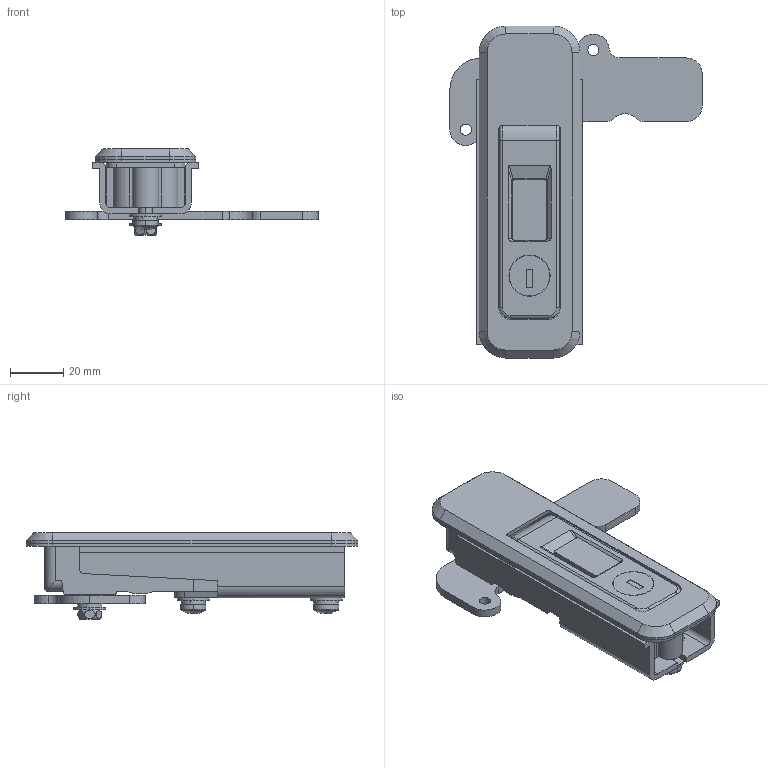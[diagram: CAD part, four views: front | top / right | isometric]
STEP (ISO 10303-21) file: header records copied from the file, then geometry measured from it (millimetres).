
FILE_DESCRIPTION (( 'STEP AP203' ), '1' );
FILE_NAME ('A-474-L.STEP', '2022-06-01T00:18:25', ( '' ), ( '' ), 'SwSTEP 2.0', 'SolidWorks 2021', '' );
FILE_SCHEMA (( 'CONFIG_CONTROL_DESIGN' ));
Length unit declared in the file: millimetre
Products named in the file (13): A-474本体; M5SW_; A-474止め金_; A-474-L; A-474取付板_; 十字穴付なべねじM5（平W・SW付）_M5×12; A-474パッキン_; A-474皿ネジ__M3×5サッシ皿ビス; 暯儚僢僔儍乕M5暲娵_M5-冇12亊冇5.3亊t0.8; 廫帤寠晅偒榋妏儃儖僩M5_M5亊10; 廫帤寠晅側傋偹偠M5_M5亊12; A-474ハンドル_; ローター_公開用_＃0200
Assembly tree (17 placements, depth 3):
  A-474-L
    A-474本体
    A-474ハンドル_
    A-474パッキン_
    A-474止め金_
    A-474取付板_
    ローター_公開用_＃0200
    A-474皿ネジ__M3×5サッシ皿ビス  x3
    十字穴付なべねじM5（平W・SW付）_M5×12  x2
      廫帤寠晅側傋偹偠M5_M5亊12
      暯儚僢僔儍乕M5暲娵_M5-冇12亊冇5.3亊t0.8
      M5SW_
    廫帤寠晅偒榋妏儃儖僩M5_M5亊10
    M5SW_
    暯儚僢僔儍乕M5暲娵_M5-冇12亊冇5.3亊t0.8
Bounding box: 95 x 125 x 32.5 mm (x, y, z)
Volume: 76978.9 mm3; surface area: 51193.5 mm2
Topology: 18 solids, 18 shells, 444 faces, 1194 edges, 783 vertices
Faces by surface type: plane 241, cylinder 151, cone 30, torus 14, bspline 4, sphere 4
Entity records: 12878 total; most frequent: CARTESIAN_POINT 2497, DIRECTION 1905, ORIENTED_EDGE 1836, EDGE_CURVE 918, AXIS2_PLACEMENT_3D 683, VERTEX_POINT 601, LINE 539, VECTOR 539
